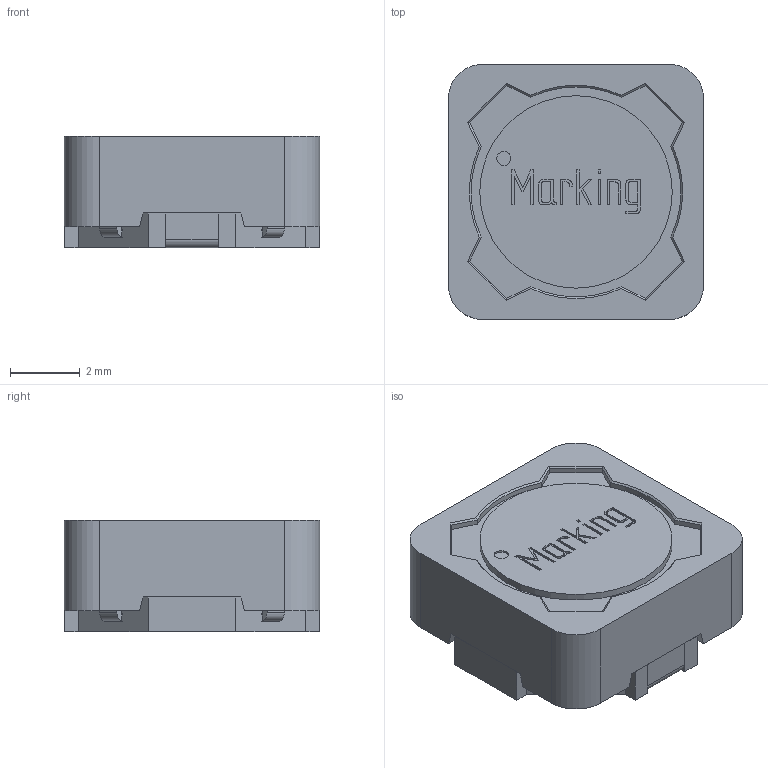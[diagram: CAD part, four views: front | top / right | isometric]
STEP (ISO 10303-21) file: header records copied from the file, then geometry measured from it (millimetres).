
FILE_DESCRIPTION( ( 'Unknown' ), '1' );
FILE_NAME( '7447789xx.stp', 'Unknown', ( 'Unknown' ), ( 'Unknown' ), 'PSStep 19.0.9', 'Unknown', ' ' );
FILE_SCHEMA( ( 'AUTOMOTIVE_DESIGN { 1 0 10303 214 1 1 1 1 }' ) );
Length unit declared in the file: millimetre
Products named in the file (11): Assem1; Kern; Schirmring; Boden; Pins; Glue
Assembly tree (10 placements, depth 2):
  Assem1
    Kern
    Kern
    Kern
    Schirmring
    Boden
    Pins
    Pins
    Glue
    Glue
    Glue
Bounding box: 7.3 x 7.3 x 3.2 mm (x, y, z)
Surface area: 846.1 mm2
Topology: 10 solids, 10 shells, 469 faces, 1242 edges, 814 vertices
Faces by surface type: plane 355, cylinder 64, extrusion 28, bspline 14, cone 8
Full cylindrical faces by diameter (mm): 0.4 x2, 2.75 x2, 5.5 x5, 5.75 x1
Entity records: 20754 total; most frequent: CARTESIAN_POINT 5778, ORIENTED_EDGE 2418, DIRECTION 1982, EDGE_CURVE 1209, VECTOR 808, VERTEX_POINT 805, LINE 780, AXIS2_PLACEMENT_3D 587
